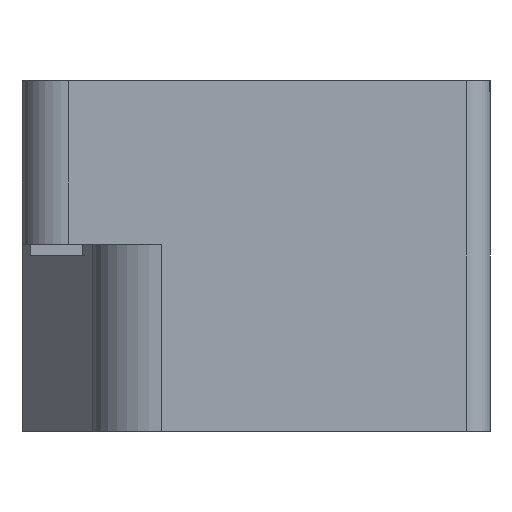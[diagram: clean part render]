
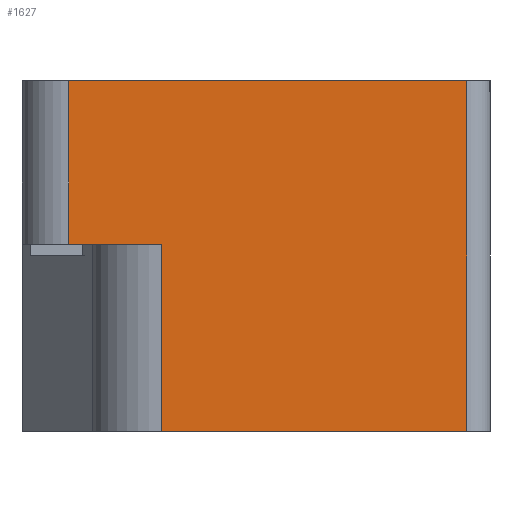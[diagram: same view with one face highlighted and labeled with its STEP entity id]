
A CAD part, left-side view. The second image highlights one B-rep face of the part: STEP entity #1627.
In plain terms, the highlighted planar face has unit normal (-1, 0, 0).
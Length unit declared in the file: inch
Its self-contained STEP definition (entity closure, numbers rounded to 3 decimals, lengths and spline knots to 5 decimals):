
#48=PLANE('',#1747);
#104=FACE_OUTER_BOUND('',#193,.T.);
#193=EDGE_LOOP('',(#1221,#1222,#1223,#1224,#1225,#1226));
#319=LINE('',#2495,#499);
#321=LINE('',#2501,#501);
#322=LINE('',#2503,#502);
#323=LINE('',#2505,#503);
#324=LINE('',#2507,#504);
#325=LINE('',#2508,#505);
#499=VECTOR('',#1999,0.3937);
#501=VECTOR('',#2005,0.3937);
#502=VECTOR('',#2006,0.3937);
#503=VECTOR('',#2007,0.3937);
#504=VECTOR('',#2008,0.3937);
#505=VECTOR('',#2009,0.3937);
#747=VERTEX_POINT('',#2492);
#748=VERTEX_POINT('',#2494);
#750=VERTEX_POINT('',#2500);
#751=VERTEX_POINT('',#2502);
#752=VERTEX_POINT('',#2504);
#753=VERTEX_POINT('',#2506);
#928=EDGE_CURVE('',#747,#748,#319,.T.);
#931=EDGE_CURVE('',#750,#748,#321,.T.);
#932=EDGE_CURVE('',#751,#747,#322,.T.);
#933=EDGE_CURVE('',#752,#751,#323,.T.);
#934=EDGE_CURVE('',#752,#753,#324,.T.);
#935=EDGE_CURVE('',#750,#753,#325,.T.);
#1221=ORIENTED_EDGE('',*,*,#931,.T.);
#1222=ORIENTED_EDGE('',*,*,#928,.F.);
#1223=ORIENTED_EDGE('',*,*,#932,.F.);
#1224=ORIENTED_EDGE('',*,*,#933,.F.);
#1225=ORIENTED_EDGE('',*,*,#934,.T.);
#1226=ORIENTED_EDGE('',*,*,#935,.F.);
#1627=ADVANCED_FACE('',(#104),#48,.T.);
#1747=AXIS2_PLACEMENT_3D('',#2499,#2003,#2004);
#1999=DIRECTION('',(0.,0.,1.));
#2003=DIRECTION('center_axis',(-1.,0.,0.));
#2004=DIRECTION('ref_axis',(0.,1.,0.));
#2005=DIRECTION('',(0.,-1.,0.));
#2006=DIRECTION('',(0.,1.,0.));
#2007=DIRECTION('',(0.,0.,-1.));
#2008=DIRECTION('',(0.,1.,0.));
#2009=DIRECTION('',(0.,0.,1.));
#2492=CARTESIAN_POINT('',(-0.83661,-2.2026,-0.74803));
#2494=CARTESIAN_POINT('',(-0.83661,-2.2026,-0.43307));
#2495=CARTESIAN_POINT('',(-0.83661,-2.2026,-0.45276));
#2499=CARTESIAN_POINT('Origin',(-0.83661,-2.75591,-0.15748));
#2500=CARTESIAN_POINT('',(-0.83661,-2.04724,-0.43307));
#2501=CARTESIAN_POINT('',(-0.83661,-2.39658,-0.43307));
#2502=CARTESIAN_POINT('',(-0.83661,-2.71654,-0.74803));
#2503=CARTESIAN_POINT('',(-0.83661,-2.75591,-0.74803));
#2504=CARTESIAN_POINT('',(-0.83661,-2.71654,-0.15748));
#2505=CARTESIAN_POINT('',(-0.83661,-2.71654,-0.15748));
#2506=CARTESIAN_POINT('',(-0.83661,-2.04724,-0.15748));
#2507=CARTESIAN_POINT('',(-0.83661,-2.75591,-0.15748));
#2508=CARTESIAN_POINT('',(-0.83661,-2.04724,-0.15748));
